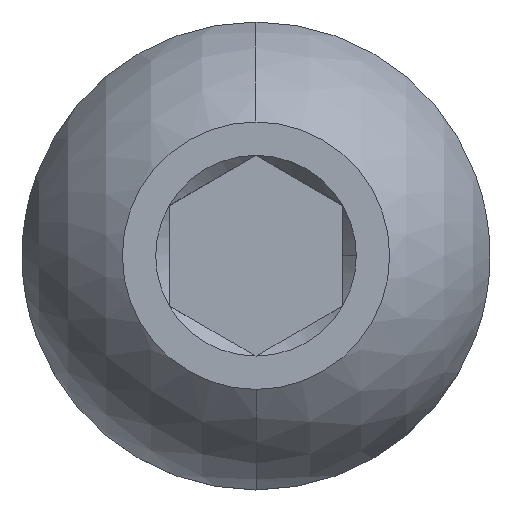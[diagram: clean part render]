
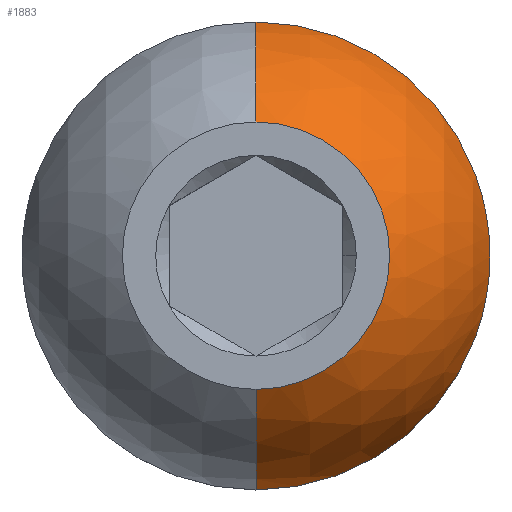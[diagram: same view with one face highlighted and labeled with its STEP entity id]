
A CAD part, top view. The second image highlights one B-rep face of the part: STEP entity #1883.
In plain terms, the highlighted spherical face has radius 1.791 mm.
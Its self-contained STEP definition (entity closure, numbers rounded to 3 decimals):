
#57 = CARTESIAN_POINT ( 'NONE',  ( 0., 0., -1.486 ) ) ;
#58 = DIRECTION ( 'NONE',  ( 1., 0., 0. ) ) ;
#59 = DIRECTION ( 'NONE',  ( 0., 1., 0. ) ) ;
#69 = CARTESIAN_POINT ( 'NONE',  ( 0., 0., 0. ) ) ;
#70 = DIRECTION ( 'NONE',  ( 0., 0., 1. ) ) ;
#71 = DIRECTION ( 'NONE',  ( 1., 0., 0. ) ) ;
#724 = VERTEX_POINT ( 'NONE', #3485 ) ;
#739 = VERTEX_POINT ( 'NONE', #3478 ) ;
#743 = VERTEX_POINT ( 'NONE', #3475 ) ;
#745 = VERTEX_POINT ( 'NONE', #3474 ) ;
#746 = VERTEX_POINT ( 'NONE', #3483 ) ;
#755 = CIRCLE ( 'NONE', #1369, 1.75 ) ;
#849 = CIRCLE ( 'NONE', #1543, 1.75 ) ;
#856 = CIRCLE ( 'NONE', #1542, 1.791 ) ;
#1023 = ORIENTED_EDGE ( 'NONE', *, *, #1505, .T. ) ;
#1024 = ORIENTED_EDGE ( 'NONE', *, *, #1636, .F. ) ;
#1073 = ORIENTED_EDGE ( 'NONE', *, *, #1633, .T. ) ;
#1123 = ORIENTED_EDGE ( 'NONE', *, *, #1559, .F. ) ;
#1267 = EDGE_LOOP ( 'NONE', ( #1300, #1023, #1073, #1024, #1123 ) ) ;
#1300 = ORIENTED_EDGE ( 'NONE', *, *, #1552, .T. ) ;
#1369 = AXIS2_PLACEMENT_3D ( 'NONE', #3093, #3088, #3091 ) ;
#1473 = AXIS2_PLACEMENT_3D ( 'NONE', #2573, #2571, #2576 ) ;
#1505 = EDGE_CURVE ( 'NONE', #743, #745, #755, .T. ) ;
#1532 = AXIS2_PLACEMENT_3D ( 'NONE', #69, #70, #71 ) ;
#1540 = AXIS2_PLACEMENT_3D ( 'NONE', #57, #58, #59 ) ;
#1542 = AXIS2_PLACEMENT_3D ( 'NONE', #3236, #3294, #3181 ) ;
#1543 = AXIS2_PLACEMENT_3D ( 'NONE', #2879, #2878, #2877 ) ;
#1552 = EDGE_CURVE ( 'NONE', #746, #743, #849, .T. ) ;
#1559 = EDGE_CURVE ( 'NONE', #746, #724, #856, .T. ) ;
#1633 = EDGE_CURVE ( 'NONE', #745, #739, #1663, .T. ) ;
#1636 = EDGE_CURVE ( 'NONE', #724, #739, #1665, .T. ) ;
#1663 = CIRCLE ( 'NONE', #1540, 1.791 ) ;
#1665 = CIRCLE ( 'NONE', #1532, 1. ) ;
#1715 = FACE_OUTER_BOUND ( 'NONE', #1267, .T. ) ;
#1716 = SPHERICAL_SURFACE ( 'NONE', #1473, 1.791 ) ;
#1883 = ADVANCED_FACE ( 'NONE', ( #1715 ), #1716, .T. ) ;
#2571 = DIRECTION ( 'NONE',  ( 1., 0., 0. ) ) ;
#2573 = CARTESIAN_POINT ( 'NONE',  ( 0., 0., -1.486 ) ) ;
#2576 = DIRECTION ( 'NONE',  ( 0., -1., 0. ) ) ;
#2877 = DIRECTION ( 'NONE',  ( 1., 0., 0. ) ) ;
#2878 = DIRECTION ( 'NONE',  ( 0., 0., 1. ) ) ;
#2879 = CARTESIAN_POINT ( 'NONE',  ( 0., 0., -1.105 ) ) ;
#3088 = DIRECTION ( 'NONE',  ( 0., 0., 1. ) ) ;
#3091 = DIRECTION ( 'NONE',  ( 1., 0., 0. ) ) ;
#3093 = CARTESIAN_POINT ( 'NONE',  ( 0., 0., -1.105 ) ) ;
#3181 = DIRECTION ( 'NONE',  ( 0., -1., 0. ) ) ;
#3236 = CARTESIAN_POINT ( 'NONE',  ( 0., 0., -1.486 ) ) ;
#3294 = DIRECTION ( 'NONE',  ( -1., 0., 0. ) ) ;
#3474 = CARTESIAN_POINT ( 'NONE',  ( 0., 1.75, -1.105 ) ) ;
#3475 = CARTESIAN_POINT ( 'NONE',  ( 1.75, 0., -1.105 ) ) ;
#3478 = CARTESIAN_POINT ( 'NONE',  ( 0., 1., 0. ) ) ;
#3483 = CARTESIAN_POINT ( 'NONE',  ( 0., -1.75, -1.105 ) ) ;
#3485 = CARTESIAN_POINT ( 'NONE',  ( 0., -1., 0. ) ) ;
